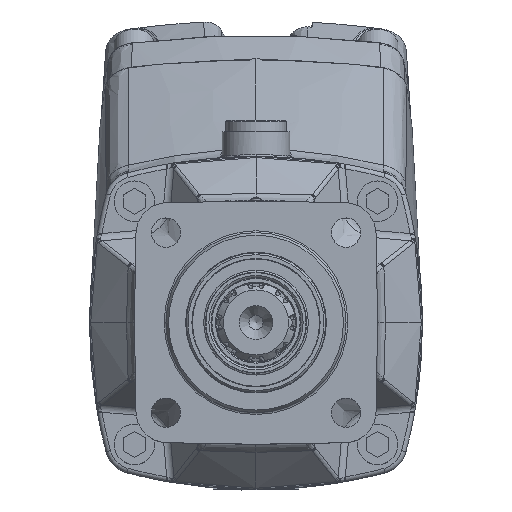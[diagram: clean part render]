
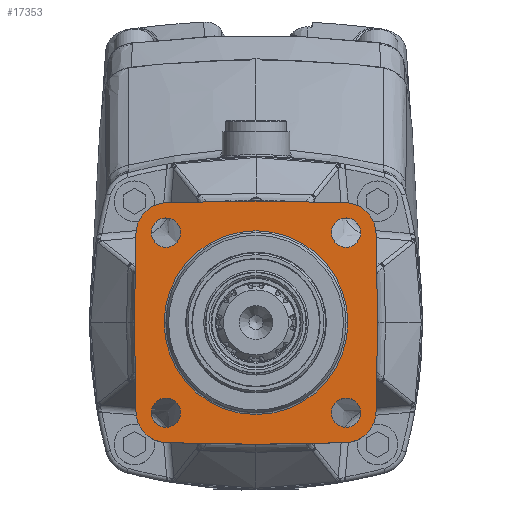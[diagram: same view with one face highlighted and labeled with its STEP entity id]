
A CAD part, top view. The second image highlights one B-rep face of the part: STEP entity #17353.
In plain terms, the highlighted face is planar.
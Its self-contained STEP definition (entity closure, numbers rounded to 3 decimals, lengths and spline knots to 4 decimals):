
#75=FACE_BOUND('',#4442,.T.);
#76=FACE_BOUND('',#4443,.T.);
#77=FACE_BOUND('',#4444,.T.);
#78=FACE_BOUND('',#4445,.T.);
#79=FACE_BOUND('',#4446,.T.);
#908=LINE('',#29470,#1962);
#1178=LINE('',#33440,#2232);
#1236=LINE('',#36889,#2290);
#1261=LINE('',#39000,#2315);
#1265=LINE('',#39016,#2319);
#1267=LINE('',#39020,#2321);
#1273=LINE('',#39074,#2327);
#1274=LINE('',#39076,#2328);
#1962=VECTOR('',#20683,1.5576);
#2232=VECTOR('',#21441,1.5576);
#2290=VECTOR('',#21791,1.5576);
#2315=VECTOR('',#22026,1.5576);
#2319=VECTOR('',#22036,1.5576);
#2321=VECTOR('',#22040,1.5576);
#2327=VECTOR('',#22090,1.5576);
#2328=VECTOR('',#22093,1.5576);
#3443=FACE_OUTER_BOUND('',#4441,.T.);
#4441=EDGE_LOOP('',(#13734,#13735,#13736,#13737,#13738,#13739,#13740,#13741,
#13742,#13743,#13744,#13745));
#4442=EDGE_LOOP('',(#13746,#13747));
#4443=EDGE_LOOP('',(#13748,#13749));
#4444=EDGE_LOOP('',(#13750,#13751));
#4445=EDGE_LOOP('',(#13752,#13753));
#4446=EDGE_LOOP('',(#13754));
#5050=CIRCLE('',#18419,0.2559);
#5051=CIRCLE('',#18420,0.2559);
#5065=CIRCLE('',#18435,0.2559);
#5066=CIRCLE('',#18436,0.2559);
#5089=CIRCLE('',#18467,0.5512);
#5097=CIRCLE('',#18484,0.2559);
#5098=CIRCLE('',#18485,0.2559);
#5125=CIRCLE('',#18524,0.2559);
#5126=CIRCLE('',#18525,0.2559);
#5202=CIRCLE('',#18627,0.5512);
#5281=CIRCLE('',#18735,0.5512);
#5282=CIRCLE('',#18739,0.5512);
#5285=CIRCLE('',#18743,1.6063);
#6726=VERTEX_POINT('',#29467);
#6727=VERTEX_POINT('',#29469);
#6999=VERTEX_POINT('',#32240);
#7000=VERTEX_POINT('',#32241);
#7021=VERTEX_POINT('',#32545);
#7022=VERTEX_POINT('',#32546);
#7064=VERTEX_POINT('',#33393);
#7065=VERTEX_POINT('',#33394);
#7073=VERTEX_POINT('',#33439);
#7075=VERTEX_POINT('',#33450);
#7076=VERTEX_POINT('',#33451);
#7125=VERTEX_POINT('',#34174);
#7126=VERTEX_POINT('',#34175);
#7233=VERTEX_POINT('',#36883);
#7234=VERTEX_POINT('',#36884);
#7321=VERTEX_POINT('',#38998);
#7322=VERTEX_POINT('',#38999);
#7324=VERTEX_POINT('',#39011);
#7325=VERTEX_POINT('',#39015);
#7326=VERTEX_POINT('',#39019);
#7329=VERTEX_POINT('',#39028);
#8609=EDGE_CURVE('',#6727,#6726,#908,.T.);
#9028=EDGE_CURVE('',#6999,#7000,#5050,.T.);
#9029=EDGE_CURVE('',#7000,#6999,#5051,.T.);
#9054=EDGE_CURVE('',#7021,#7022,#5065,.T.);
#9055=EDGE_CURVE('',#7022,#7021,#5066,.T.);
#9113=EDGE_CURVE('',#7064,#7065,#5089,.T.);
#9131=EDGE_CURVE('',#7064,#7073,#1178,.T.);
#9134=EDGE_CURVE('',#7075,#7076,#5097,.T.);
#9135=EDGE_CURVE('',#7076,#7075,#5098,.T.);
#9205=EDGE_CURVE('',#7125,#7126,#5125,.T.);
#9206=EDGE_CURVE('',#7126,#7125,#5126,.T.);
#9383=EDGE_CURVE('',#7233,#7234,#5202,.T.);
#9386=EDGE_CURVE('',#7073,#7234,#1236,.T.);
#9542=EDGE_CURVE('',#7321,#7322,#1261,.T.);
#9546=EDGE_CURVE('',#7321,#7324,#5281,.T.);
#9548=EDGE_CURVE('',#7325,#7324,#1265,.T.);
#9550=EDGE_CURVE('',#7326,#7325,#1267,.T.);
#9552=EDGE_CURVE('',#7326,#6726,#5282,.T.);
#9555=EDGE_CURVE('',#7329,#7329,#5285,.T.);
#9572=EDGE_CURVE('',#7233,#6727,#1273,.T.);
#9573=EDGE_CURVE('',#7322,#7065,#1274,.T.);
#13734=ORIENTED_EDGE('',*,*,#9572,.T.);
#13735=ORIENTED_EDGE('',*,*,#8609,.T.);
#13736=ORIENTED_EDGE('',*,*,#9552,.F.);
#13737=ORIENTED_EDGE('',*,*,#9550,.T.);
#13738=ORIENTED_EDGE('',*,*,#9548,.T.);
#13739=ORIENTED_EDGE('',*,*,#9546,.F.);
#13740=ORIENTED_EDGE('',*,*,#9542,.T.);
#13741=ORIENTED_EDGE('',*,*,#9573,.T.);
#13742=ORIENTED_EDGE('',*,*,#9113,.F.);
#13743=ORIENTED_EDGE('',*,*,#9131,.T.);
#13744=ORIENTED_EDGE('',*,*,#9386,.T.);
#13745=ORIENTED_EDGE('',*,*,#9383,.F.);
#13746=ORIENTED_EDGE('',*,*,#9205,.T.);
#13747=ORIENTED_EDGE('',*,*,#9206,.T.);
#13748=ORIENTED_EDGE('',*,*,#9054,.T.);
#13749=ORIENTED_EDGE('',*,*,#9055,.T.);
#13750=ORIENTED_EDGE('',*,*,#9028,.T.);
#13751=ORIENTED_EDGE('',*,*,#9029,.T.);
#13752=ORIENTED_EDGE('',*,*,#9134,.T.);
#13753=ORIENTED_EDGE('',*,*,#9135,.T.);
#13754=ORIENTED_EDGE('',*,*,#9555,.F.);
#15620=PLANE('',#18760);
#17353=ADVANCED_FACE('',(#3443,#75,#76,#77,#78,#79),#15620,.T.);
#18419=AXIS2_PLACEMENT_3D('',#32242,#21287,#21288);
#18420=AXIS2_PLACEMENT_3D('',#32243,#21289,#21290);
#18435=AXIS2_PLACEMENT_3D('',#32547,#21322,#21323);
#18436=AXIS2_PLACEMENT_3D('',#32548,#21324,#21325);
#18467=AXIS2_PLACEMENT_3D('',#33395,#21401,#21402);
#18484=AXIS2_PLACEMENT_3D('',#33452,#21445,#21446);
#18485=AXIS2_PLACEMENT_3D('',#33453,#21447,#21448);
#18524=AXIS2_PLACEMENT_3D('',#34176,#21544,#21545);
#18525=AXIS2_PLACEMENT_3D('',#34177,#21546,#21547);
#18627=AXIS2_PLACEMENT_3D('',#36885,#21785,#21786);
#18735=AXIS2_PLACEMENT_3D('',#39012,#22031,#22032);
#18739=AXIS2_PLACEMENT_3D('',#39023,#22044,#22045);
#18743=AXIS2_PLACEMENT_3D('',#39030,#22052,#22053);
#18760=AXIS2_PLACEMENT_3D('',#39075,#22091,#22092);
#20683=DIRECTION('',(-1.,0.017,0.));
#21287=DIRECTION('center_axis',(0.,0.,
1.));
#21288=DIRECTION('ref_axis',(0.,-1.,0.));
#21289=DIRECTION('center_axis',(0.,0.,
1.));
#21290=DIRECTION('ref_axis',(0.,-1.,0.));
#21322=DIRECTION('center_axis',(0.,0.,
1.));
#21323=DIRECTION('ref_axis',(0.,-1.,0.));
#21324=DIRECTION('center_axis',(0.,0.,
1.));
#21325=DIRECTION('ref_axis',(0.,-1.,0.));
#21401=DIRECTION('center_axis',(0.,0.,
1.));
#21402=DIRECTION('ref_axis',(1.,0.017,0.));
#21441=DIRECTION('',(0.017,-1.,0.));
#21445=DIRECTION('center_axis',(0.,0.,
1.));
#21446=DIRECTION('ref_axis',(0.,-1.,0.));
#21447=DIRECTION('center_axis',(0.,0.,
1.));
#21448=DIRECTION('ref_axis',(0.,-1.,0.));
#21544=DIRECTION('center_axis',(0.,0.,
1.));
#21545=DIRECTION('ref_axis',(0.,-1.,0.));
#21546=DIRECTION('center_axis',(0.,0.,
1.));
#21547=DIRECTION('ref_axis',(0.,-1.,0.));
#21785=DIRECTION('center_axis',(0.,0.,
1.));
#21786=DIRECTION('ref_axis',(0.017,-1.,0.));
#21791=DIRECTION('',(-0.017,-1.,0.));
#22026=DIRECTION('',(1.,0.017,0.));
#22031=DIRECTION('center_axis',(0.,0.,
1.));
#22032=DIRECTION('ref_axis',(-0.017,1.,0.));
#22036=DIRECTION('',(0.017,1.,0.));
#22040=DIRECTION('',(-0.017,1.,0.));
#22044=DIRECTION('center_axis',(0.,0.,
1.));
#22045=DIRECTION('ref_axis',(-1.,-0.017,0.));
#22052=DIRECTION('center_axis',(0.,0.,
-1.));
#22053=DIRECTION('ref_axis',(0.,-1.,0.));
#22090=DIRECTION('',(-1.,-0.017,0.));
#22091=DIRECTION('center_axis',(0.,0.,
-1.));
#22092=DIRECTION('ref_axis',(0.,1.,0.));
#22093=DIRECTION('',(1.,-0.017,0.));
#29467=CARTESIAN_POINT('',(-1.5573,-2.0988,0.));
#29469=CARTESIAN_POINT('',(0.,-2.126,0.));
#29470=CARTESIAN_POINT('',(0.,-2.126,0.));
#32240=CARTESIAN_POINT('',(-1.5748,1.3189,0.));
#32241=CARTESIAN_POINT('',(-1.5748,1.8307,0.));
#32242=CARTESIAN_POINT('Origin',(-1.5748,1.5748,0.));
#32243=CARTESIAN_POINT('Origin',(-1.5748,1.5748,0.));
#32545=CARTESIAN_POINT('',(1.5748,1.3189,0.));
#32546=CARTESIAN_POINT('',(1.5748,1.8307,0.));
#32547=CARTESIAN_POINT('Origin',(1.5748,1.5748,0.));
#32548=CARTESIAN_POINT('Origin',(1.5748,1.5748,0.));
#33393=CARTESIAN_POINT('',(2.0988,1.5573,0.));
#33394=CARTESIAN_POINT('',(1.5573,2.0988,0.));
#33395=CARTESIAN_POINT('Origin',(1.5477,1.5477,0.));
#33439=CARTESIAN_POINT('',(2.126,0.,0.));
#33440=CARTESIAN_POINT('',(2.0988,1.5573,0.));
#33450=CARTESIAN_POINT('',(-1.5748,-1.8307,0.));
#33451=CARTESIAN_POINT('',(-1.5748,-1.3189,0.));
#33452=CARTESIAN_POINT('Origin',(-1.5748,-1.5748,0.));
#33453=CARTESIAN_POINT('Origin',(-1.5748,-1.5748,0.));
#34174=CARTESIAN_POINT('',(1.5748,-1.8307,0.));
#34175=CARTESIAN_POINT('',(1.5748,-1.3189,0.));
#34176=CARTESIAN_POINT('Origin',(1.5748,-1.5748,0.));
#34177=CARTESIAN_POINT('Origin',(1.5748,-1.5748,0.));
#36883=CARTESIAN_POINT('',(1.5573,-2.0988,0.));
#36884=CARTESIAN_POINT('',(2.0988,-1.5573,0.));
#36885=CARTESIAN_POINT('Origin',(1.5477,-1.5477,0.));
#36889=CARTESIAN_POINT('',(2.126,0.,0.));
#38998=CARTESIAN_POINT('',(-1.5573,2.0988,0.));
#38999=CARTESIAN_POINT('',(0.,2.126,0.));
#39000=CARTESIAN_POINT('',(-1.5573,2.0988,0.));
#39011=CARTESIAN_POINT('',(-2.0988,1.5573,0.));
#39012=CARTESIAN_POINT('Origin',(-1.5477,1.5477,0.));
#39015=CARTESIAN_POINT('',(-2.126,0.,0.));
#39016=CARTESIAN_POINT('',(-2.126,0.,0.));
#39019=CARTESIAN_POINT('',(-2.0988,-1.5573,0.));
#39020=CARTESIAN_POINT('',(-2.0988,-1.5573,0.));
#39023=CARTESIAN_POINT('Origin',(-1.5477,-1.5477,0.));
#39028=CARTESIAN_POINT('',(0.,-1.6063,0.));
#39030=CARTESIAN_POINT('Origin',(0.,0.,
0.));
#39074=CARTESIAN_POINT('',(1.5573,-2.0988,0.));
#39075=CARTESIAN_POINT('Origin',(0.,0.,
0.));
#39076=CARTESIAN_POINT('',(0.,2.126,0.));
